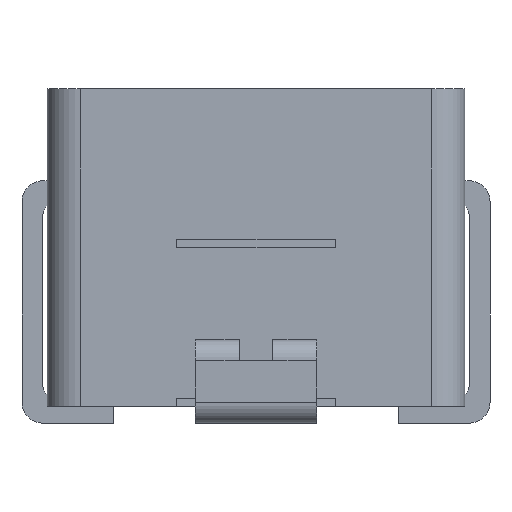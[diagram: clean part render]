
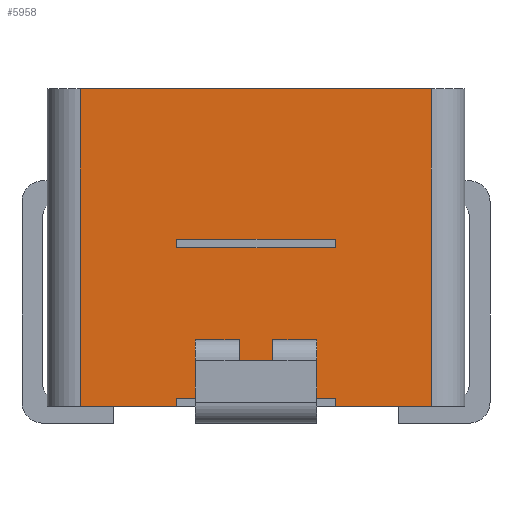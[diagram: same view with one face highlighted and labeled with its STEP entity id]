
A CAD part, left-side view. The second image highlights one B-rep face of the part: STEP entity #5958.
In plain terms, the highlighted planar face has unit normal (-1, 0, 0).
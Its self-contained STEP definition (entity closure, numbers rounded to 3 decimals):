
#1218=ORIENTED_EDGE('',*,*,#1639,.T.);
#1219=ORIENTED_EDGE('',*,*,#2058,.F.);
#1220=ORIENTED_EDGE('',*,*,#2059,.F.);
#1221=ORIENTED_EDGE('',*,*,#2060,.F.);
#1222=ORIENTED_EDGE('',*,*,#2061,.T.);
#1223=ORIENTED_EDGE('',*,*,#2062,.F.);
#1224=ORIENTED_EDGE('',*,*,#1641,.F.);
#1225=ORIENTED_EDGE('',*,*,#2047,.T.);
#1226=ORIENTED_EDGE('',*,*,#2063,.T.);
#1227=ORIENTED_EDGE('',*,*,#1713,.F.);
#1228=ORIENTED_EDGE('',*,*,#1706,.F.);
#1229=ORIENTED_EDGE('',*,*,#1715,.T.);
#1230=ORIENTED_EDGE('',*,*,#2064,.F.);
#1231=ORIENTED_EDGE('',*,*,#2065,.T.);
#1232=ORIENTED_EDGE('',*,*,#2066,.T.);
#1233=ORIENTED_EDGE('',*,*,#2067,.T.);
#1234=ORIENTED_EDGE('',*,*,#2068,.F.);
#1235=ORIENTED_EDGE('',*,*,#2069,.F.);
#1236=ORIENTED_EDGE('',*,*,#2070,.F.);
#1237=ORIENTED_EDGE('',*,*,#2071,.T.);
#1639=EDGE_CURVE('',#2248,#2251,#2655,.T.);
#1641=EDGE_CURVE('',#2253,#2254,#2656,.T.);
#1706=EDGE_CURVE('',#2293,#2294,#2710,.T.);
#1713=EDGE_CURVE('',#2294,#2298,#2717,.T.);
#1715=EDGE_CURVE('',#2293,#2299,#2719,.T.);
#2047=EDGE_CURVE('',#2253,#2248,#2835,.T.);
#2058=EDGE_CURVE('',#2530,#2251,#2846,.T.);
#2059=EDGE_CURVE('',#2531,#2530,#2847,.T.);
#2060=EDGE_CURVE('',#2532,#2531,#2848,.T.);
#2061=EDGE_CURVE('',#2532,#2533,#2849,.T.);
#2062=EDGE_CURVE('',#2254,#2533,#2850,.T.);
#2063=EDGE_CURVE('',#2299,#2298,#2851,.T.);
#2064=EDGE_CURVE('',#2534,#2535,#2852,.T.);
#2065=EDGE_CURVE('',#2534,#2536,#2853,.T.);
#2066=EDGE_CURVE('',#2536,#2537,#2854,.T.);
#2067=EDGE_CURVE('',#2537,#2538,#2855,.T.);
#2068=EDGE_CURVE('',#2539,#2538,#2856,.T.);
#2069=EDGE_CURVE('',#2540,#2539,#2857,.T.);
#2070=EDGE_CURVE('',#2541,#2540,#2858,.T.);
#2071=EDGE_CURVE('',#2541,#2535,#2859,.T.);
#2248=VERTEX_POINT('',#7272);
#2251=VERTEX_POINT('',#7277);
#2253=VERTEX_POINT('',#7282);
#2254=VERTEX_POINT('',#7284);
#2293=VERTEX_POINT('',#7410);
#2294=VERTEX_POINT('',#7412);
#2298=VERTEX_POINT('',#7424);
#2299=VERTEX_POINT('',#7428);
#2530=VERTEX_POINT('',#9570);
#2531=VERTEX_POINT('',#9572);
#2532=VERTEX_POINT('',#9574);
#2533=VERTEX_POINT('',#9576);
#2534=VERTEX_POINT('',#9580);
#2535=VERTEX_POINT('',#9581);
#2536=VERTEX_POINT('',#9583);
#2537=VERTEX_POINT('',#9585);
#2538=VERTEX_POINT('',#9587);
#2539=VERTEX_POINT('',#9589);
#2540=VERTEX_POINT('',#9591);
#2541=VERTEX_POINT('',#9593);
#2655=LINE('',#7278,#3009);
#2656=LINE('',#7283,#3010);
#2710=LINE('',#7411,#3064);
#2717=LINE('',#7425,#3071);
#2719=LINE('',#7429,#3073);
#2835=LINE('',#9552,#3189);
#2846=LINE('',#9569,#3200);
#2847=LINE('',#9571,#3201);
#2848=LINE('',#9573,#3202);
#2849=LINE('',#9575,#3203);
#2850=LINE('',#9577,#3204);
#2851=LINE('',#9578,#3205);
#2852=LINE('',#9579,#3206);
#2853=LINE('',#9582,#3207);
#2854=LINE('',#9584,#3208);
#2855=LINE('',#9586,#3209);
#2856=LINE('',#9588,#3210);
#2857=LINE('',#9590,#3211);
#2858=LINE('',#9592,#3212);
#2859=LINE('',#9594,#3213);
#3009=VECTOR('',#6382,1000.);
#3010=VECTOR('',#6387,1000.);
#3064=VECTOR('',#6509,1000.);
#3071=VECTOR('',#6520,1000.);
#3073=VECTOR('',#6524,1000.);
#3189=VECTOR('',#6856,1000.);
#3200=VECTOR('',#6871,1000.);
#3201=VECTOR('',#6872,1000.);
#3202=VECTOR('',#6873,1000.);
#3203=VECTOR('',#6874,1000.);
#3204=VECTOR('',#6875,1000.);
#3205=VECTOR('',#6876,1000.);
#3206=VECTOR('',#6877,1000.);
#3207=VECTOR('',#6878,1000.);
#3208=VECTOR('',#6879,1000.);
#3209=VECTOR('',#6880,1000.);
#3210=VECTOR('',#6881,1000.);
#3211=VECTOR('',#6882,1000.);
#3212=VECTOR('',#6883,1000.);
#3213=VECTOR('',#6884,1000.);
#3540=EDGE_LOOP('',(#1218,#1219,#1220,#1221,#1222,#1223,#1224,#1225));
#3541=EDGE_LOOP('',(#1226,#1227,#1228,#1229));
#3542=EDGE_LOOP('',(#1230,#1231,#1232,#1233,#1234,#1235,#1236,#1237));
#3824=FACE_BOUND('',#3540,.T.);
#3825=FACE_BOUND('',#3541,.T.);
#3826=FACE_BOUND('',#3542,.T.);
#4025=PLANE('',#6204);
#5958=ADVANCED_FACE('',(#3824,#3825,#3826),#4025,.T.);
#6204=AXIS2_PLACEMENT_3D('',#9568,#6869,#6870);
#6382=DIRECTION('',(0.,0.,-1.));
#6387=DIRECTION('',(0.,0.,-1.));
#6509=DIRECTION('',(0.,1.,0.));
#6520=DIRECTION('',(0.,0.,-1.));
#6524=DIRECTION('',(0.,0.,-1.));
#6856=DIRECTION('',(0.,1.,0.));
#6869=DIRECTION('',(-1.,0.,0.));
#6870=DIRECTION('',(0.,-1.,0.));
#6871=DIRECTION('',(0.,1.,0.));
#6872=DIRECTION('',(0.,0.,-1.));
#6873=DIRECTION('',(0.,1.,0.));
#6874=DIRECTION('',(0.,0.,-1.));
#6875=DIRECTION('',(0.,1.,0.));
#6876=DIRECTION('',(0.,1.,0.));
#6877=DIRECTION('',(0.,0.,1.));
#6878=DIRECTION('',(0.,1.,0.));
#6879=DIRECTION('',(0.,0.,1.));
#6880=DIRECTION('',(0.,-1.,0.));
#6881=DIRECTION('',(0.,0.,1.));
#6882=DIRECTION('',(0.,1.,0.));
#6883=DIRECTION('',(0.,0.,-1.));
#6884=DIRECTION('',(0.,-1.,0.));
#7272=CARTESIAN_POINT('',(-5.,4.2,1.9));
#7277=CARTESIAN_POINT('',(-5.,4.2,-5.7));
#7278=CARTESIAN_POINT('',(-5.,4.2,1.9));
#7282=CARTESIAN_POINT('',(-5.,-4.2,1.9));
#7283=CARTESIAN_POINT('',(-5.,-4.2,1.9));
#7284=CARTESIAN_POINT('',(-5.,-4.2,-5.7));
#7410=CARTESIAN_POINT('',(-5.,-1.9,-1.7));
#7411=CARTESIAN_POINT('',(-5.,-1.9,-1.7));
#7412=CARTESIAN_POINT('',(-5.,1.9,-1.7));
#7424=CARTESIAN_POINT('',(-5.,1.9,-1.9));
#7425=CARTESIAN_POINT('',(-5.,1.9,-1.7));
#7428=CARTESIAN_POINT('',(-5.,-1.9,-1.9));
#7429=CARTESIAN_POINT('',(-5.,-1.9,-1.7));
#9552=CARTESIAN_POINT('',(-5.,-5.,1.9));
#9568=CARTESIAN_POINT('',(-5.,-5.,1.9));
#9569=CARTESIAN_POINT('',(-5.,-5.,-5.7));
#9570=CARTESIAN_POINT('',(-5.,1.9,-5.7));
#9571=CARTESIAN_POINT('',(-5.,1.9,-5.5));
#9572=CARTESIAN_POINT('',(-5.,1.9,-5.5));
#9573=CARTESIAN_POINT('',(-5.,-1.9,-5.5));
#9574=CARTESIAN_POINT('',(-5.,-1.9,-5.5));
#9575=CARTESIAN_POINT('',(-5.,-1.9,-5.5));
#9576=CARTESIAN_POINT('',(-5.,-1.9,-5.7));
#9577=CARTESIAN_POINT('',(-5.,-5.,-5.7));
#9578=CARTESIAN_POINT('',(-5.,-5.,-1.9));
#9579=CARTESIAN_POINT('',(-5.,-1.45,-1.9));
#9580=CARTESIAN_POINT('',(-5.,-1.45,-4.7));
#9581=CARTESIAN_POINT('',(-5.,-1.45,-4.102));
#9582=CARTESIAN_POINT('',(-5.,-5.,-4.7));
#9583=CARTESIAN_POINT('',(-5.,1.45,-4.7));
#9584=CARTESIAN_POINT('',(-5.,1.45,-1.9));
#9585=CARTESIAN_POINT('',(-5.,1.45,-4.102));
#9586=CARTESIAN_POINT('',(-5.,-5.,-4.102));
#9587=CARTESIAN_POINT('',(-5.,0.4,-4.102));
#9588=CARTESIAN_POINT('',(-5.,0.4,-4.602));
#9589=CARTESIAN_POINT('',(-5.,0.4,-4.602));
#9590=CARTESIAN_POINT('',(-5.,-0.4,-4.602));
#9591=CARTESIAN_POINT('',(-5.,-0.4,-4.602));
#9592=CARTESIAN_POINT('',(-5.,-0.4,-4.102));
#9593=CARTESIAN_POINT('',(-5.,-0.4,-4.102));
#9594=CARTESIAN_POINT('',(-5.,-5.,-4.102));
